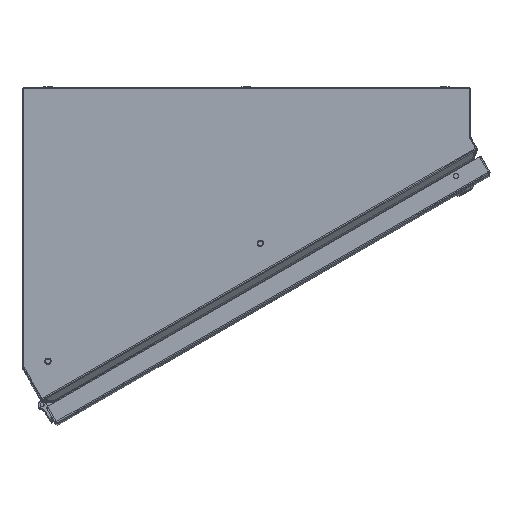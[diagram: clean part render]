
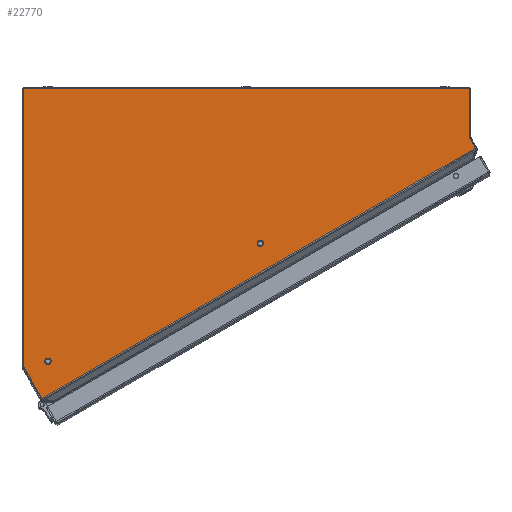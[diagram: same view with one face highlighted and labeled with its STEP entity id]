
A CAD part, top view. The second image highlights one B-rep face of the part: STEP entity #22770.
In plain terms, the highlighted planar face has unit normal (0, 0, 1).
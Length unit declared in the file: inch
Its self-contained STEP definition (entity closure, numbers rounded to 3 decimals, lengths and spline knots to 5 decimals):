
#96 = AXIS2_PLACEMENT_3D ( 'NONE', #80421, #88776, #12970 ) ;
#410 = ORIENTED_EDGE ( 'NONE', *, *, #66616, .T. ) ;
#1324 = ORIENTED_EDGE ( 'NONE', *, *, #23291, .F. ) ;
#2199 = CARTESIAN_POINT ( 'NONE',  ( -8.87505, -9.1231, 15. ) ) ;
#2799 = DIRECTION ( 'NONE',  ( 0.5, -0.866, 0. ) ) ;
#3103 = DIRECTION ( 'NONE',  ( 0., 1., 0. ) ) ;
#4207 = DIRECTION ( 'NONE',  ( 1., 0., 0. ) ) ;
#4228 = CARTESIAN_POINT ( 'NONE',  ( 0.54889, -4.30695, 15. ) ) ;
#5283 = ORIENTED_EDGE ( 'NONE', *, *, #19128, .F. ) ;
#5298 = LINE ( 'NONE', #95746, #36776 ) ;
#6221 = DIRECTION ( 'NONE',  ( 1., 0., 0. ) ) ;
#6530 = DIRECTION ( 'NONE',  ( 0., 0., 1. ) ) ;
#6934 = DIRECTION ( 'NONE',  ( 1., 0., 0. ) ) ;
#7667 = CIRCLE ( 'NONE', #70099, 0.0965 ) ;
#8444 = CARTESIAN_POINT ( 'NONE',  ( 8.89915, -0.02892, 15. ) ) ;
#8544 = CARTESIAN_POINT ( 'NONE',  ( 8.9471, 0.00803, 15. ) ) ;
#8916 = CARTESIAN_POINT ( 'NONE',  ( -8.8871, 1.91, 15. ) ) ;
#9073 = ORIENTED_EDGE ( 'NONE', *, *, #50821, .F. ) ;
#9351 = CARTESIAN_POINT ( 'NONE',  ( -8.87505, -9.1231, 15. ) ) ;
#9601 = AXIS2_PLACEMENT_3D ( 'NONE', #51361, #29430, #59266 ) ;
#9960 = AXIS2_PLACEMENT_3D ( 'NONE', #8544, #83846, #68649 ) ;
#11415 = LINE ( 'NONE', #84838, #38033 ) ;
#12970 = DIRECTION ( 'NONE',  ( -1., 0., 0. ) ) ;
#13104 = DIRECTION ( 'NONE',  ( -0.866, -0.5, 0. ) ) ;
#13862 = ORIENTED_EDGE ( 'NONE', *, *, #23012, .T. ) ;
#15036 = CARTESIAN_POINT ( 'NONE',  ( -7.7888, -8.8974, 15. ) ) ;
#15358 = VECTOR ( 'NONE', #2799, 39.37008 ) ;
#17106 = VERTEX_POINT ( 'NONE', #93512 ) ;
#18364 = CARTESIAN_POINT ( 'NONE',  ( -7.8853, -8.8974, 15. ) ) ;
#19128 = EDGE_CURVE ( 'NONE', #45325, #74216, #7667, .T. ) ;
#20781 = CARTESIAN_POINT ( 'NONE',  ( -8.8271, -9.08615, 15. ) ) ;
#20880 = EDGE_CURVE ( 'NONE', #65493, #47145, #63107, .T. ) ;
#20941 = AXIS2_PLACEMENT_3D ( 'NONE', #87243, #6530, #81315 ) ;
#21308 = EDGE_CURVE ( 'NONE', #73256, #89019, #30410, .T. ) ;
#21888 = EDGE_CURVE ( 'NONE', #22434, #73030, #70062, .T. ) ;
#22434 = VERTEX_POINT ( 'NONE', #90567 ) ;
#22770 = ADVANCED_FACE ( 'NONE', ( #64775, #34000, #63343 ), #42230, .T. ) ;
#23012 = EDGE_CURVE ( 'NONE', #63157, #22434, #94289, .T. ) ;
#23291 = EDGE_CURVE ( 'NONE', #74216, #45325, #53166, .T. ) ;
#26502 = CARTESIAN_POINT ( 'NONE',  ( 8.8871, 0.00803, 15. ) ) ;
#28113 = CARTESIAN_POINT ( 'NONE',  ( -0.00001, 0., 15. ) ) ;
#28741 = VERTEX_POINT ( 'NONE', #88021 ) ;
#28880 = ORIENTED_EDGE ( 'NONE', *, *, #63840, .T. ) ;
#29430 = DIRECTION ( 'NONE',  ( 0., 0., 1. ) ) ;
#29927 = DIRECTION ( 'NONE',  ( 0.5, -0.866, 0. ) ) ;
#30410 = LINE ( 'NONE', #8444, #50580 ) ;
#31996 = DIRECTION ( 'NONE',  ( -0.5, 0.866, 0. ) ) ;
#33327 = ORIENTED_EDGE ( 'NONE', *, *, #21888, .T. ) ;
#34000 = FACE_BOUND ( 'NONE', #79829, .T. ) ;
#34813 = DIRECTION ( 'NONE',  ( 0., 1., 0. ) ) ;
#36776 = VECTOR ( 'NONE', #13104, 39.37008 ) ;
#36890 = AXIS2_PLACEMENT_3D ( 'NONE', #20781, #58904, #88800 ) ;
#37972 = EDGE_CURVE ( 'NONE', #65493, #47254, #72199, .T. ) ;
#38033 = VECTOR ( 'NONE', #92158, 39.37008 ) ;
#39764 = LINE ( 'NONE', #2199, #87153 ) ;
#40302 = EDGE_CURVE ( 'NONE', #89019, #28741, #5298, .T. ) ;
#40954 = CIRCLE ( 'NONE', #67591, 0.06 ) ;
#41051 = VERTEX_POINT ( 'NONE', #15036 ) ;
#41623 = CARTESIAN_POINT ( 'NONE',  ( 0.54889, -4.21045, 15. ) ) ;
#41831 = CARTESIAN_POINT ( 'NONE',  ( -8.8271, 1.97, 15. ) ) ;
#42230 = PLANE ( 'NONE',  #60091 ) ;
#44430 = EDGE_CURVE ( 'NONE', #28741, #91347, #72390, .T. ) ;
#45325 = VERTEX_POINT ( 'NONE', #95534 ) ;
#46187 = CARTESIAN_POINT ( 'NONE',  ( 8.89915, -0.02892, 15. ) ) ;
#47145 = VERTEX_POINT ( 'NONE', #8916 ) ;
#47254 = VERTEX_POINT ( 'NONE', #51845 ) ;
#47700 = CARTESIAN_POINT ( 'NONE',  ( 8.89514, -0.02197, 15. ) ) ;
#47878 = ORIENTED_EDGE ( 'NONE', *, *, #44430, .F. ) ;
#48123 = DIRECTION ( 'NONE',  ( 0., 0., -1. ) ) ;
#49385 = EDGE_CURVE ( 'NONE', #76474, #17106, #60288, .T. ) ;
#49805 = DIRECTION ( 'NONE',  ( -0.5, 0.866, 0. ) ) ;
#50580 = VECTOR ( 'NONE', #29927, 39.37008 ) ;
#50821 = EDGE_CURVE ( 'NONE', #91347, #17106, #39764, .T. ) ;
#51189 = CIRCLE ( 'NONE', #84144, 0.0965 ) ;
#51307 = CARTESIAN_POINT ( 'NONE',  ( 8.8271, 1.91, 15. ) ) ;
#51361 = CARTESIAN_POINT ( 'NONE',  ( 0.54889, -4.21045, 15. ) ) ;
#51845 = CARTESIAN_POINT ( 'NONE',  ( 8.8271, 1.97, 15. ) ) ;
#52707 = ORIENTED_EDGE ( 'NONE', *, *, #21308, .F. ) ;
#53010 = EDGE_CURVE ( 'NONE', #41051, #54145, #51189, .T. ) ;
#53166 = CIRCLE ( 'NONE', #9601, 0.0965 ) ;
#53346 = ORIENTED_EDGE ( 'NONE', *, *, #49385, .T. ) ;
#54145 = VERTEX_POINT ( 'NONE', #89044 ) ;
#55787 = ORIENTED_EDGE ( 'NONE', *, *, #59657, .F. ) ;
#56007 = CARTESIAN_POINT ( 'NONE',  ( 8.89514, -0.02197, 15. ) ) ;
#57865 = CIRCLE ( 'NONE', #96, 0.0965 ) ;
#58186 = CARTESIAN_POINT ( 'NONE',  ( -8.14631, -10.38532, 15. ) ) ;
#58904 = DIRECTION ( 'NONE',  ( 0., 0., 1. ) ) ;
#59266 = DIRECTION ( 'NONE',  ( 0., -1., 0. ) ) ;
#59657 = EDGE_CURVE ( 'NONE', #63157, #73256, #85468, .T. ) ;
#60091 = AXIS2_PLACEMENT_3D ( 'NONE', #28113, #79964, #4207 ) ;
#60288 = CIRCLE ( 'NONE', #36890, 0.06 ) ;
#63107 = CIRCLE ( 'NONE', #20941, 0.06 ) ;
#63157 = VERTEX_POINT ( 'NONE', #47700 ) ;
#63343 = FACE_OUTER_BOUND ( 'NONE', #90521, .T. ) ;
#63840 = EDGE_CURVE ( 'NONE', #73030, #47254, #40954, .T. ) ;
#64775 = FACE_BOUND ( 'NONE', #72267, .T. ) ;
#65493 = VERTEX_POINT ( 'NONE', #65858 ) ;
#65858 = CARTESIAN_POINT ( 'NONE',  ( -8.8271, 1.97, 15. ) ) ;
#66616 = EDGE_CURVE ( 'NONE', #47145, #76474, #11415, .T. ) ;
#67591 = AXIS2_PLACEMENT_3D ( 'NONE', #51307, #73874, #6934 ) ;
#68649 = DIRECTION ( 'NONE',  ( -0.866, -0.5, 0. ) ) ;
#69149 = ORIENTED_EDGE ( 'NONE', *, *, #95210, .T. ) ;
#70062 = LINE ( 'NONE', #26502, #72666 ) ;
#70099 = AXIS2_PLACEMENT_3D ( 'NONE', #41623, #86719, #34813 ) ;
#70183 = ORIENTED_EDGE ( 'NONE', *, *, #37972, .F. ) ;
#70686 = DIRECTION ( 'NONE',  ( 1., 0., 0. ) ) ;
#72199 = LINE ( 'NONE', #41831, #87691 ) ;
#72267 = EDGE_LOOP ( 'NONE', ( #1324, #5283 ) ) ;
#72390 = LINE ( 'NONE', #58186, #81775 ) ;
#72666 = VECTOR ( 'NONE', #3103, 39.37008 ) ;
#73030 = VERTEX_POINT ( 'NONE', #81037 ) ;
#73256 = VERTEX_POINT ( 'NONE', #46187 ) ;
#73874 = DIRECTION ( 'NONE',  ( 0., 0., 1. ) ) ;
#74216 = VERTEX_POINT ( 'NONE', #4228 ) ;
#75059 = ORIENTED_EDGE ( 'NONE', *, *, #40302, .F. ) ;
#76474 = VERTEX_POINT ( 'NONE', #85115 ) ;
#77411 = ORIENTED_EDGE ( 'NONE', *, *, #20880, .T. ) ;
#79829 = EDGE_LOOP ( 'NONE', ( #86730, #69149 ) ) ;
#79964 = DIRECTION ( 'NONE',  ( 0., 0., 1. ) ) ;
#80421 = CARTESIAN_POINT ( 'NONE',  ( -7.8853, -8.8974, 15. ) ) ;
#81037 = CARTESIAN_POINT ( 'NONE',  ( 8.8871, 1.91, 15. ) ) ;
#81315 = DIRECTION ( 'NONE',  ( 0., 1., 0. ) ) ;
#81775 = VECTOR ( 'NONE', #49805, 39.37008 ) ;
#83846 = DIRECTION ( 'NONE',  ( 0., 0., -1. ) ) ;
#84144 = AXIS2_PLACEMENT_3D ( 'NONE', #18364, #48123, #70686 ) ;
#84838 = CARTESIAN_POINT ( 'NONE',  ( -8.8871, 1.91, 15. ) ) ;
#85115 = CARTESIAN_POINT ( 'NONE',  ( -8.8871, -9.08615, 15. ) ) ;
#85468 = LINE ( 'NONE', #56007, #15358 ) ;
#86719 = DIRECTION ( 'NONE',  ( 0., 0., 1. ) ) ;
#86730 = ORIENTED_EDGE ( 'NONE', *, *, #53010, .T. ) ;
#87153 = VECTOR ( 'NONE', #31996, 39.37008 ) ;
#87243 = CARTESIAN_POINT ( 'NONE',  ( -8.8271, 1.91, 15. ) ) ;
#87691 = VECTOR ( 'NONE', #6221, 39.37008 ) ;
#88021 = CARTESIAN_POINT ( 'NONE',  ( -8.14631, -10.38532, 15. ) ) ;
#88776 = DIRECTION ( 'NONE',  ( 0., 0., -1. ) ) ;
#88800 = DIRECTION ( 'NONE',  ( -1., 0., 0. ) ) ;
#89019 = VERTEX_POINT ( 'NONE', #90060 ) ;
#89044 = CARTESIAN_POINT ( 'NONE',  ( -7.9818, -8.8974, 15. ) ) ;
#90060 = CARTESIAN_POINT ( 'NONE',  ( 9.12224, -0.41532, 15. ) ) ;
#90521 = EDGE_LOOP ( 'NONE', ( #70183, #77411, #410, #53346, #9073, #47878, #75059, #52707, #55787, #13862, #33327, #28880 ) ) ;
#90567 = CARTESIAN_POINT ( 'NONE',  ( 8.8871, 0.00803, 15. ) ) ;
#91347 = VERTEX_POINT ( 'NONE', #9351 ) ;
#92158 = DIRECTION ( 'NONE',  ( 0., -1., 0. ) ) ;
#93512 = CARTESIAN_POINT ( 'NONE',  ( -8.87906, -9.11615, 15. ) ) ;
#94289 = CIRCLE ( 'NONE', #9960, 0.06 ) ;
#95210 = EDGE_CURVE ( 'NONE', #54145, #41051, #57865, .T. ) ;
#95534 = CARTESIAN_POINT ( 'NONE',  ( 0.54889, -4.11395, 15. ) ) ;
#95746 = CARTESIAN_POINT ( 'NONE',  ( 9.12224, -0.41532, 15. ) ) ;
